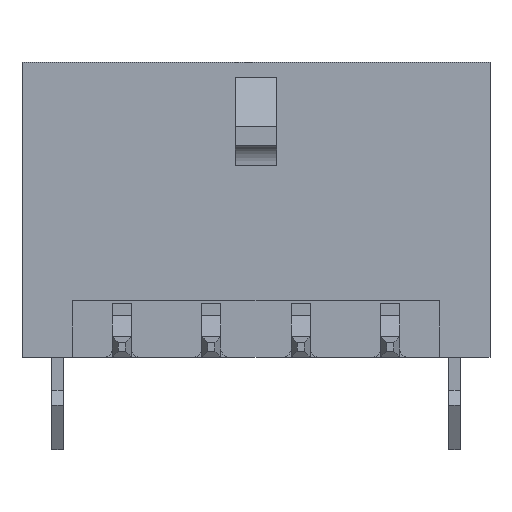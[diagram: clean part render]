
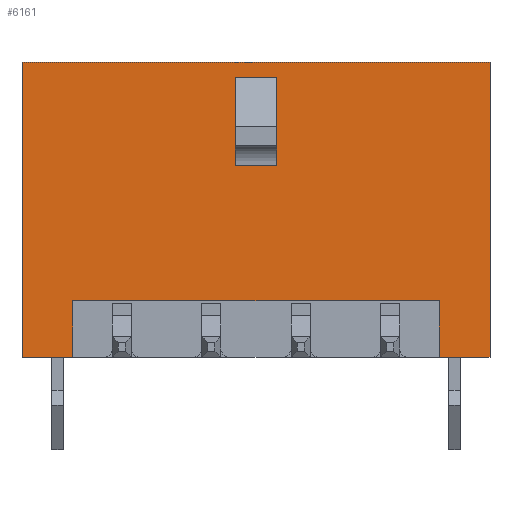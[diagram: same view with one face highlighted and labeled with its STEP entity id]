
A CAD part, front view. The second image highlights one B-rep face of the part: STEP entity #6161.
In plain terms, the highlighted planar face has unit normal (0, -1, 0).
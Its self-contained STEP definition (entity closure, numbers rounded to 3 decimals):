
#596=ORIENTED_EDGE('',*,*,#2280,.F.);
#597=ORIENTED_EDGE('',*,*,#2281,.F.);
#598=ORIENTED_EDGE('',*,*,#2282,.T.);
#599=ORIENTED_EDGE('',*,*,#2283,.T.);
#600=ORIENTED_EDGE('',*,*,#2284,.T.);
#601=ORIENTED_EDGE('',*,*,#2285,.T.);
#602=ORIENTED_EDGE('',*,*,#2215,.F.);
#603=ORIENTED_EDGE('',*,*,#2286,.T.);
#604=ORIENTED_EDGE('',*,*,#2287,.T.);
#605=ORIENTED_EDGE('',*,*,#2288,.F.);
#606=ORIENTED_EDGE('',*,*,#2289,.F.);
#607=ORIENTED_EDGE('',*,*,#2290,.T.);
#2215=EDGE_CURVE('',#3058,#3059,#3714,.T.);
#2280=EDGE_CURVE('',#3101,#3102,#3765,.T.);
#2281=EDGE_CURVE('',#3103,#3101,#3766,.T.);
#2282=EDGE_CURVE('',#3103,#3104,#3767,.T.);
#2283=EDGE_CURVE('',#3104,#3102,#3768,.T.);
#2284=EDGE_CURVE('',#3105,#3106,#3769,.T.);
#2285=EDGE_CURVE('',#3106,#3059,#3770,.T.);
#2286=EDGE_CURVE('',#3058,#3107,#3771,.T.);
#2287=EDGE_CURVE('',#3107,#3108,#3772,.T.);
#2288=EDGE_CURVE('',#3109,#3108,#3773,.T.);
#2289=EDGE_CURVE('',#3110,#3109,#3774,.T.);
#2290=EDGE_CURVE('',#3110,#3105,#3775,.T.);
#3058=VERTEX_POINT('',#8928);
#3059=VERTEX_POINT('',#8930);
#3101=VERTEX_POINT('',#9056);
#3102=VERTEX_POINT('',#9057);
#3103=VERTEX_POINT('',#9059);
#3104=VERTEX_POINT('',#9061);
#3105=VERTEX_POINT('',#9064);
#3106=VERTEX_POINT('',#9065);
#3107=VERTEX_POINT('',#9068);
#3108=VERTEX_POINT('',#9070);
#3109=VERTEX_POINT('',#9072);
#3110=VERTEX_POINT('',#9074);
#3714=LINE('',#8929,#4577);
#3765=LINE('',#9055,#4628);
#3766=LINE('',#9058,#4629);
#3767=LINE('',#9060,#4630);
#3768=LINE('',#9062,#4631);
#3769=LINE('',#9063,#4632);
#3770=LINE('',#9066,#4633);
#3771=LINE('',#9067,#4634);
#3772=LINE('',#9069,#4635);
#3773=LINE('',#9071,#4636);
#3774=LINE('',#9073,#4637);
#3775=LINE('',#9075,#4638);
#4577=VECTOR('',#7188,1000.);
#4628=VECTOR('',#7305,1000.);
#4629=VECTOR('',#7306,1000.);
#4630=VECTOR('',#7307,1000.);
#4631=VECTOR('',#7308,1000.);
#4632=VECTOR('',#7309,1000.);
#4633=VECTOR('',#7310,1000.);
#4634=VECTOR('',#7311,1000.);
#4635=VECTOR('',#7312,1000.);
#4636=VECTOR('',#7313,1000.);
#4637=VECTOR('',#7314,1000.);
#4638=VECTOR('',#7315,1000.);
#5230=EDGE_LOOP('',(#596,#597,#598,#599));
#5231=EDGE_LOOP('',(#600,#601,#602,#603,#604,#605,#606,#607));
#5553=FACE_BOUND('',#5230,.T.);
#5554=FACE_BOUND('',#5231,.T.);
#5876=PLANE('',#6517);
#6161=ADVANCED_FACE('',(#5553,#5554),#5876,.T.);
#6517=AXIS2_PLACEMENT_3D('',#9054,#7303,#7304);
#7188=DIRECTION('',(-1.,0.,0.));
#7303=DIRECTION('',(0.,-1.,0.));
#7304=DIRECTION('',(0.,0.,-1.));
#7305=DIRECTION('',(-1.,0.,0.));
#7306=DIRECTION('',(0.,0.,1.));
#7307=DIRECTION('',(-1.,0.,0.));
#7308=DIRECTION('',(0.,0.,1.));
#7309=DIRECTION('',(1.,0.,0.));
#7310=DIRECTION('',(0.,0.,-1.));
#7311=DIRECTION('',(0.,0.,1.));
#7312=DIRECTION('',(-1.,0.,0.));
#7313=DIRECTION('',(0.,0.,1.));
#7314=DIRECTION('',(-1.,0.,0.));
#7315=DIRECTION('',(0.,0.,1.));
#8928=CARTESIAN_POINT('',(7.85,-3.43,-4.95));
#8929=CARTESIAN_POINT('',(7.85,-3.43,-4.95));
#8930=CARTESIAN_POINT('',(6.15,-3.43,-4.95));
#9054=CARTESIAN_POINT('',(7.85,-3.43,-4.95));
#9055=CARTESIAN_POINT('',(0.7,-3.43,4.45));
#9056=CARTESIAN_POINT('',(0.7,-3.43,4.45));
#9057=CARTESIAN_POINT('',(-0.7,-3.43,4.45));
#9058=CARTESIAN_POINT('',(0.7,-3.43,1.5));
#9059=CARTESIAN_POINT('',(0.7,-3.43,1.5));
#9060=CARTESIAN_POINT('',(0.7,-3.43,1.5));
#9061=CARTESIAN_POINT('',(-0.7,-3.43,1.5));
#9062=CARTESIAN_POINT('',(-0.7,-3.43,1.5));
#9063=CARTESIAN_POINT('',(-6.15,-3.43,-3.05));
#9064=CARTESIAN_POINT('',(-6.15,-3.43,-3.05));
#9065=CARTESIAN_POINT('',(6.15,-3.43,-3.05));
#9066=CARTESIAN_POINT('',(6.15,-3.43,-3.05));
#9067=CARTESIAN_POINT('',(7.85,-3.43,-4.95));
#9068=CARTESIAN_POINT('',(7.85,-3.43,4.95));
#9069=CARTESIAN_POINT('',(7.85,-3.43,4.95));
#9070=CARTESIAN_POINT('',(-7.85,-3.43,4.95));
#9071=CARTESIAN_POINT('',(-7.85,-3.43,-4.95));
#9072=CARTESIAN_POINT('',(-7.85,-3.43,-4.95));
#9073=CARTESIAN_POINT('',(7.85,-3.43,-4.95));
#9074=CARTESIAN_POINT('',(-6.15,-3.43,-4.95));
#9075=CARTESIAN_POINT('',(-6.15,-3.43,-4.95));
